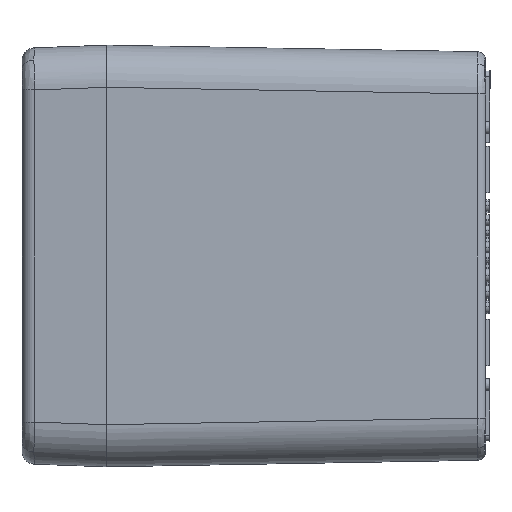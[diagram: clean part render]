
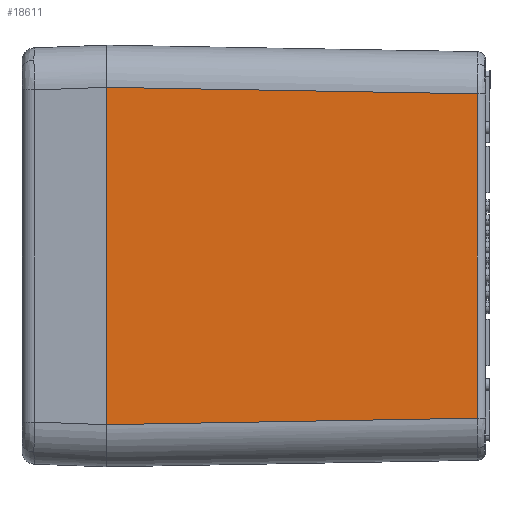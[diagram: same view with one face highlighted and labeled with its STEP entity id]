
A CAD part, left-side view. The second image highlights one B-rep face of the part: STEP entity #18611.
In plain terms, the highlighted planar face has unit normal (-1, -0.018, 0).
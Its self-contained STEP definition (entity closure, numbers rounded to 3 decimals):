
#376=PLANE('',#20255);
#2228=FACE_OUTER_BOUND('',#3509,.T.);
#3509=EDGE_LOOP('',(#14681,#14682,#14683,#14684));
#4837=LINE('',#32366,#6349);
#4852=LINE('',#32682,#6364);
#4853=LINE('',#32683,#6365);
#4854=LINE('',#32684,#6366);
#6349=VECTOR('',#23224,1000.);
#6364=VECTOR('',#23247,1000.);
#6365=VECTOR('',#23248,1000.);
#6366=VECTOR('',#23249,1000.);
#8555=VERTEX_POINT('',#28401);
#8924=VERTEX_POINT('',#32363);
#8925=VERTEX_POINT('',#32365);
#8954=VERTEX_POINT('',#32681);
#11050=EDGE_CURVE('',#8924,#8925,#4837,.T.);
#11080=EDGE_CURVE('',#8924,#8954,#4852,.T.);
#11081=EDGE_CURVE('',#8954,#8555,#4853,.T.);
#11082=EDGE_CURVE('',#8555,#8925,#4854,.T.);
#14681=ORIENTED_EDGE('',*,*,#11080,.T.);
#14682=ORIENTED_EDGE('',*,*,#11081,.T.);
#14683=ORIENTED_EDGE('',*,*,#11082,.T.);
#14684=ORIENTED_EDGE('',*,*,#11050,.F.);
#18611=ADVANCED_FACE('',(#2228),#376,.T.);
#20255=AXIS2_PLACEMENT_3D('',#32680,#23245,#23246);
#23224=DIRECTION('',(0.,0.,1.));
#23245=DIRECTION('center_axis',(-1.,-0.017,
0.));
#23246=DIRECTION('ref_axis',(0.017,-1.,0.));
#23247=DIRECTION('',(0.017,-1.,0.017));
#23248=DIRECTION('',(0.,0.,1.));
#23249=DIRECTION('',(-0.017,1.,0.017));
#28401=CARTESIAN_POINT('',(-113.463,-88.035,38.465));
#32363=CARTESIAN_POINT('',(-115.,0.,-40.002));
#32365=CARTESIAN_POINT('',(-115.,0.,40.002));
#32366=CARTESIAN_POINT('',(-115.,0.,-50.));
#32680=CARTESIAN_POINT('Origin',(-115.,0.,-50.));
#32681=CARTESIAN_POINT('',(-113.463,-88.035,-38.465));
#32682=CARTESIAN_POINT('',(-115.003,0.174,-40.005));
#32683=CARTESIAN_POINT('',(-113.463,-88.035,38.431));
#32684=CARTESIAN_POINT('',(-114.973,-1.57,39.974));
